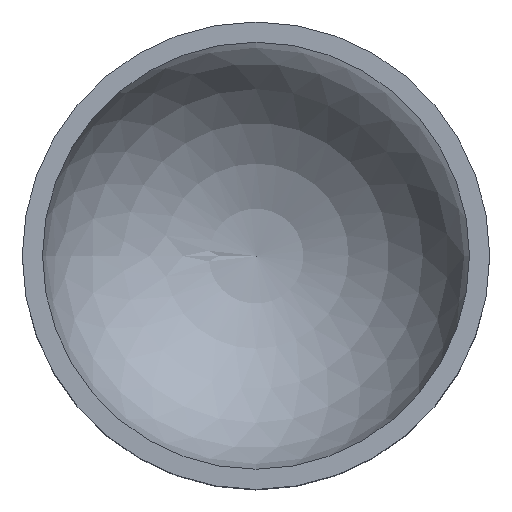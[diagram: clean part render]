
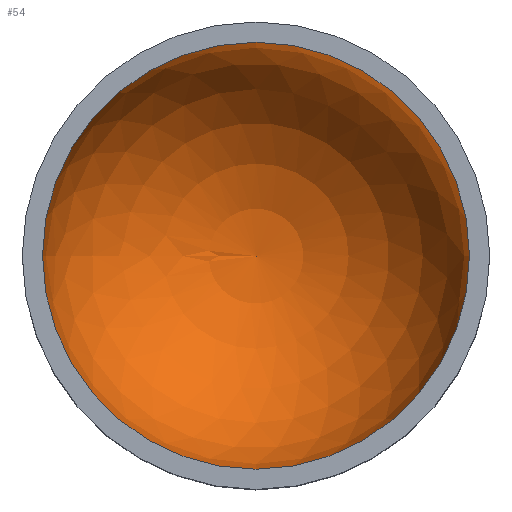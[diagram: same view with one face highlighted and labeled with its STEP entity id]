
A CAD part, top view. The second image highlights one B-rep face of the part: STEP entity #54.
In plain terms, the highlighted spherical face has radius 10 mm.
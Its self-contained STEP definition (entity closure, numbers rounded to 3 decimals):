
#21=FACE_OUTER_BOUND('',#25,.T.);
#25=EDGE_LOOP('',(#43,#44,#45));
#30=CIRCLE('',#73,10.);
#31=CIRCLE('',#74,10.);
#34=VERTEX_POINT('',#101);
#35=VERTEX_POINT('',#103);
#38=EDGE_CURVE('',#34,#34,#30,.T.);
#39=EDGE_CURVE('',#35,#34,#31,.T.);
#43=ORIENTED_EDGE('',*,*,#38,.F.);
#44=ORIENTED_EDGE('',*,*,#39,.F.);
#45=ORIENTED_EDGE('',*,*,#39,.T.);
#53=SPHERICAL_SURFACE('',#72,10.);
#54=ADVANCED_FACE('',(#21),#53,.F.);
#72=AXIS2_PLACEMENT_3D('',#100,#82,#83);
#73=AXIS2_PLACEMENT_3D('',#102,#84,#85);
#74=AXIS2_PLACEMENT_3D('',#104,#86,#87);
#82=DIRECTION('center_axis',(0.,0.,1.));
#83=DIRECTION('ref_axis',(1.,0.,0.));
#84=DIRECTION('center_axis',(0.,0.,-1.));
#85=DIRECTION('ref_axis',(0.,1.,0.));
#86=DIRECTION('center_axis',(0.,1.,0.));
#87=DIRECTION('ref_axis',(-1.,0.,0.));
#100=CARTESIAN_POINT('Origin',(-114.158,12.52,2209.));
#101=CARTESIAN_POINT('',(-124.158,12.52,2209.));
#102=CARTESIAN_POINT('Origin',(-114.158,12.52,2209.));
#103=CARTESIAN_POINT('',(-114.158,12.52,2199.));
#104=CARTESIAN_POINT('Origin',(-114.158,12.52,2209.));
